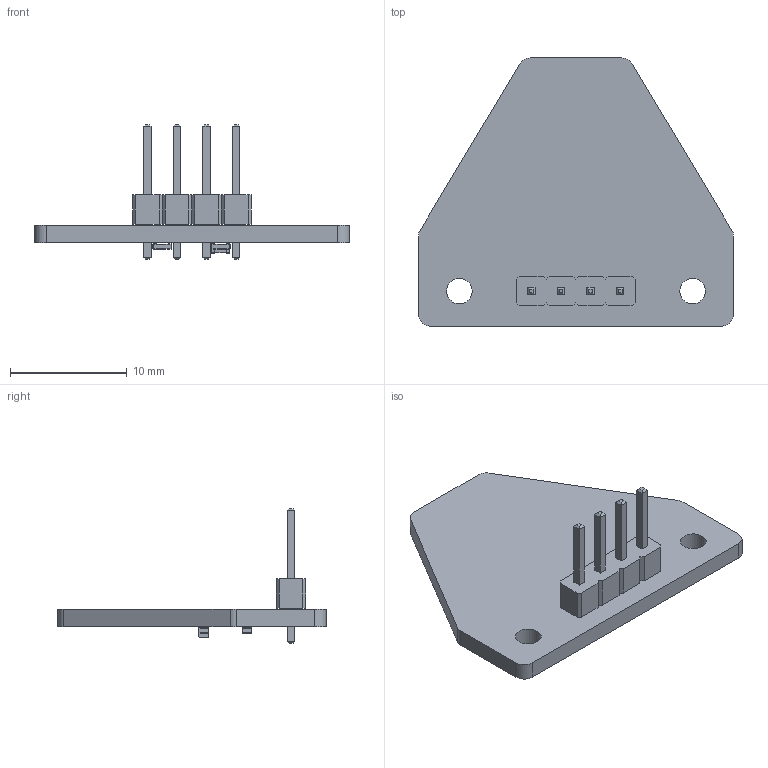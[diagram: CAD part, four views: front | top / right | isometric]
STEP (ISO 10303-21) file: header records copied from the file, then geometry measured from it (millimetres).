
FILE_DESCRIPTION(('KiCad electronic assembly'),'2;1');
FILE_NAME('encoder_circuit.step','2025-05-16T21:27:09',('Pcbnew'),( 'Kicad'),'Open CASCADE STEP processor 7.6','KiCad to STEP converter' ,'Unknown');
FILE_SCHEMA(('AUTOMOTIVE_DESIGN { 1 0 10303 214 1 1 1 1 }'));
Length unit declared in the file: millimetre
Products named in the file (5): encoder_circuit 1; PinHeader_1x04_P2.54mm_Vertical; R_0603_1608Metric; C_0603_1608Metric; encoder_circuit_PCB
Assembly tree (6 placements, depth 2):
  encoder_circuit 1
    PinHeader_1x04_P2.54mm_Vertical
    R_0603_1608Metric  x3
    C_0603_1608Metric
    encoder_circuit_PCB
Bounding box: 27 x 23 x 11.54 mm (x, y, z)
Volume: 798.1 mm3; surface area: 1346.1 mm2
Topology: 6 solids, 6 shells, 226 faces, 568 edges, 364 vertices
Faces by surface type: plane 178, cylinder 48
Full cylindrical faces by diameter (mm): 1 x4, 2.2 x2
Entity records: 5197 total; most frequent: CARTESIAN_POINT 889, ORIENTED_EDGE 864, DIRECTION 858, EDGE_CURVE 432, LINE 368, VECTOR 368, VERTEX_POINT 276, AXIS2_PLACEMENT_3D 245
